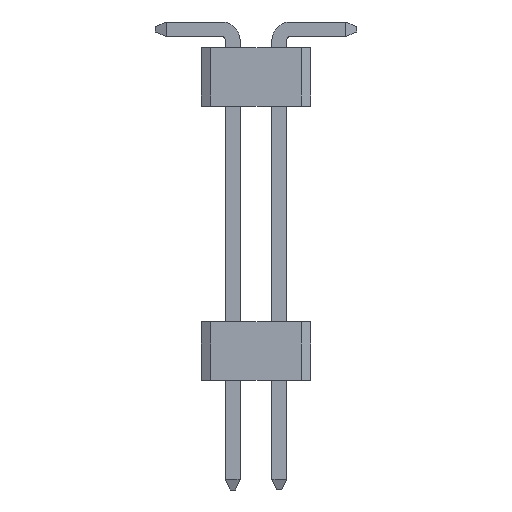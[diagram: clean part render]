
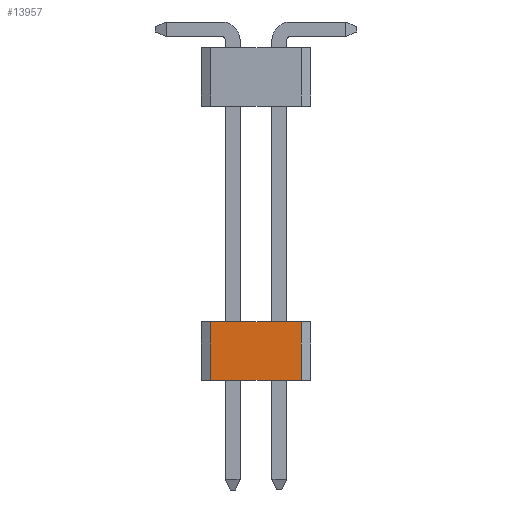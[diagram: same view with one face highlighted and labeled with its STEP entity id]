
A CAD part, left-side view. The second image highlights one B-rep face of the part: STEP entity #13957.
In plain terms, the highlighted planar face has unit normal (-1, 0, 0).
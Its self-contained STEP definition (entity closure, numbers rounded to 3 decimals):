
#536=FACE_OUTER_BOUND('',#1282,.T.);
#1282=EDGE_LOOP('',(#10526,#10527,#10528,#10529));
#2780=LINE('',#20906,#4592);
#2807=LINE('',#20961,#4619);
#2888=LINE('',#21110,#4700);
#2889=LINE('',#21111,#4701);
#4592=VECTOR('',#17212,1.);
#4619=VECTOR('',#17241,1.);
#4700=VECTOR('',#17336,1.);
#4701=VECTOR('',#17337,1.);
#6064=VERTEX_POINT('',#20903);
#6065=VERTEX_POINT('',#20905);
#6091=VERTEX_POINT('',#20958);
#6092=VERTEX_POINT('',#20960);
#7632=EDGE_CURVE('',#6064,#6065,#2780,.T.);
#7659=EDGE_CURVE('',#6092,#6091,#2807,.T.);
#7740=EDGE_CURVE('',#6091,#6065,#2888,.T.);
#7741=EDGE_CURVE('',#6092,#6064,#2889,.T.);
#10526=ORIENTED_EDGE('',*,*,#7659,.T.);
#10527=ORIENTED_EDGE('',*,*,#7740,.T.);
#10528=ORIENTED_EDGE('',*,*,#7632,.F.);
#10529=ORIENTED_EDGE('',*,*,#7741,.F.);
#12502=PLANE('',#14776);
#13957=ADVANCED_FACE('',(#536),#12502,.F.);
#14776=AXIS2_PLACEMENT_3D('',#21109,#17334,#17335);
#17212=DIRECTION('',(0.,1.,0.));
#17241=DIRECTION('',(0.,1.,0.));
#17334=DIRECTION('center_axis',(1.,0.,0.));
#17335=DIRECTION('ref_axis',(0.,0.,-1.));
#17336=DIRECTION('',(0.,0.,-1.));
#17337=DIRECTION('',(0.,0.,-1.));
#20903=CARTESIAN_POINT('',(-37.588,-8.73,-5.684));
#20905=CARTESIAN_POINT('',(-37.588,-6.25,-5.684));
#20906=CARTESIAN_POINT('',(-37.588,-5.99,-5.684));
#20958=CARTESIAN_POINT('',(-37.588,-6.25,-4.084));
#20960=CARTESIAN_POINT('',(-37.588,-8.73,-4.084));
#20961=CARTESIAN_POINT('',(-37.588,-5.99,-4.084));
#21109=CARTESIAN_POINT('Origin',(-37.588,-5.99,-5.684));
#21110=CARTESIAN_POINT('',(-37.588,-6.25,-4.084));
#21111=CARTESIAN_POINT('',(-37.588,-8.73,-4.084));
